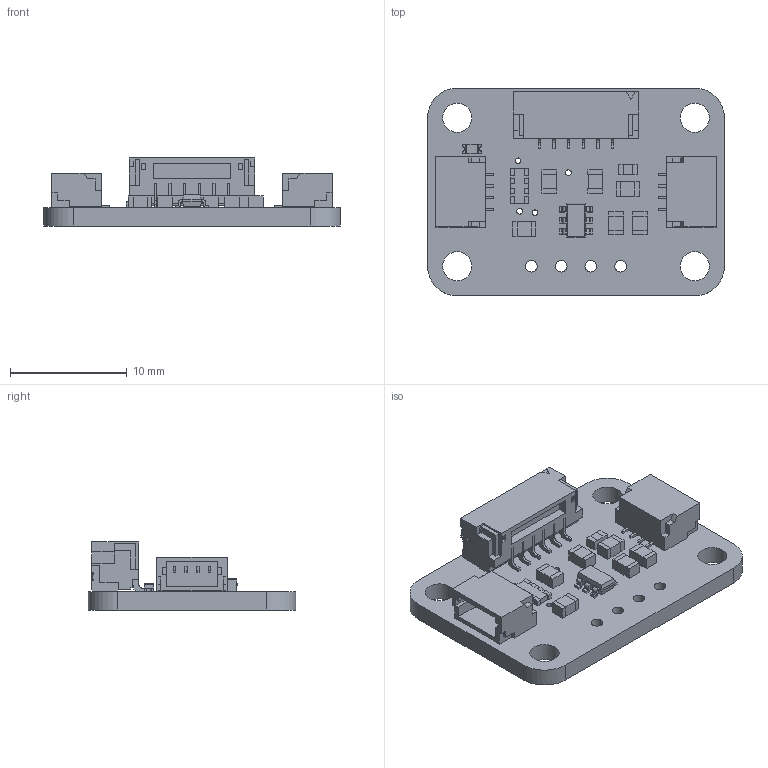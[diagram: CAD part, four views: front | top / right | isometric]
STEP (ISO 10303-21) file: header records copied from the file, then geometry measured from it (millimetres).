
FILE_DESCRIPTION(/* description */ (''),/* implementation_level */ '2;1');
FILE_NAME(/* name */ 'PCB Component.step',/* time_stamp */ '2025-04-14T17:12:42-04:00',/* author */ (''),/* organization */ (''),/* preprocessor_version */ 'ST-DEVELOPER v20.1',/* originating_system */ 'Autodesk Translation Framework v14.4.0.0',/* authorisation */ '');
FILE_SCHEMA (('AUTOMOTIVE_DESIGN { 1 0 10303 214 3 1 1 }'));
Length unit declared in the file: millimetre
Products named in the file (9): PCB Component; Board; 0.1uF; 10K Pack; STEMMA_I2C_QT; GREEN; 10uF; AP3602/RT9361; SM06B-GHS-TB
Assembly tree (14 placements, depth 2):
  PCB Component
    Board
    0.1uF
    10K Pack
    STEMMA_I2C_QT  x2
    GREEN
    10uF  x6
    AP3602/RT9361
    SM06B-GHS-TB
Bounding box: 25.4 x 17.78 x 5.82 mm (x, y, z)
Volume: 908.1 mm3; surface area: 1939.6 mm2
Topology: 32 solids, 32 shells, 961 faces, 2633 edges, 1740 vertices
Faces by surface type: plane 853, cylinder 104, bspline 4
Full cylindrical faces by diameter (mm): 0.483 x14, 1 x4, 2.5 x4
Entity records: 25968 total; most frequent: CARTESIAN_POINT 4560, ORIENTED_EDGE 4418, DIRECTION 4067, EDGE_CURVE 2209, LINE 1993, VECTOR 1993, VERTEX_POINT 1458, AXIS2_PLACEMENT_3D 1037
